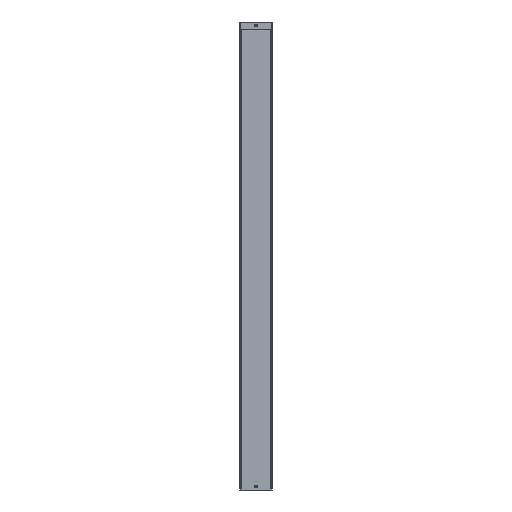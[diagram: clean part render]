
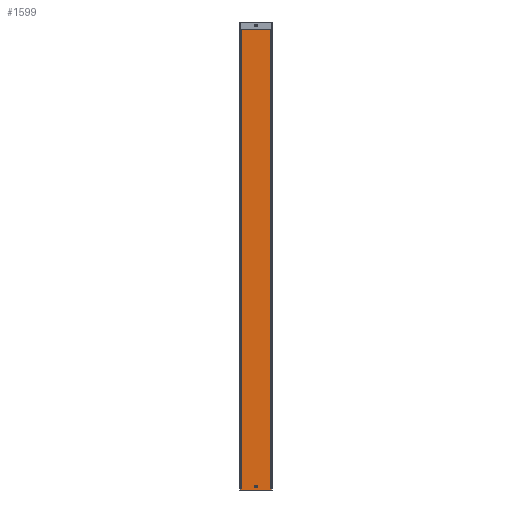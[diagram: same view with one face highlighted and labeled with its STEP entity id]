
A CAD part, front view. The second image highlights one B-rep face of the part: STEP entity #1599.
In plain terms, the highlighted planar face has unit normal (0, -1, 0).
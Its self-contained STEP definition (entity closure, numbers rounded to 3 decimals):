
#39 = EDGE_CURVE ( 'NONE', #1364, #3430, #475, .T. ) ;
#105 = ORIENTED_EDGE ( 'NONE', *, *, #2817, .F. ) ;
#124 = CARTESIAN_POINT ( 'NONE',  ( 3.096, 0., 31.099 ) ) ;
#326 = EDGE_CURVE ( 'NONE', #3672, #3814, #3872, .T. ) ;
#387 = EDGE_CURVE ( 'NONE', #1253, #3672, #1929, .T. ) ;
#396 = VERTEX_POINT ( 'NONE', #2107 ) ;
#419 = CARTESIAN_POINT ( 'NONE',  ( -101., 0., 0. ) ) ;
#475 = CIRCLE ( 'NONE', #2249, 7.098 ) ;
#533 = VECTOR ( 'NONE', #3616, 1000. ) ;
#577 = VECTOR ( 'NONE', #1512, 1000. ) ;
#585 = CARTESIAN_POINT ( 'NONE',  ( 101., 0., 3000. ) ) ;
#616 = EDGE_CURVE ( 'NONE', #3430, #1253, #2958, .T. ) ;
#647 = ORIENTED_EDGE ( 'NONE', *, *, #616, .F. ) ;
#664 = DIRECTION ( 'NONE',  ( 1., 0., 0. ) ) ;
#685 = LINE ( 'NONE', #585, #533 ) ;
#783 = LINE ( 'NONE', #3180, #2980 ) ;
#839 = ORIENTED_EDGE ( 'NONE', *, *, #387, .F. ) ;
#844 = EDGE_CURVE ( 'NONE', #1217, #1323, #1328, .T. ) ;
#1043 = EDGE_CURVE ( 'NONE', #3814, #1364, #2304, .T. ) ;
#1060 = CARTESIAN_POINT ( 'NONE',  ( 10.194, 0., 24.001 ) ) ;
#1078 = DIRECTION ( 'NONE',  ( -1., 0., 0. ) ) ;
#1217 = VERTEX_POINT ( 'NONE', #419 ) ;
#1239 = DIRECTION ( 'NONE',  ( 1., 0., 0. ) ) ;
#1253 = VERTEX_POINT ( 'NONE', #2835 ) ;
#1323 = VERTEX_POINT ( 'NONE', #2894 ) ;
#1328 = LINE ( 'NONE', #2170, #2060 ) ;
#1333 = CARTESIAN_POINT ( 'NONE',  ( -102., 0., 2948.764 ) ) ;
#1362 = EDGE_CURVE ( 'NONE', #3555, #1217, #783, .T. ) ;
#1364 = VERTEX_POINT ( 'NONE', #3189 ) ;
#1404 = FACE_OUTER_BOUND ( 'NONE', #1619, .T. ) ;
#1412 = CARTESIAN_POINT ( 'NONE',  ( -102., 0., 3000. ) ) ;
#1430 = EDGE_CURVE ( 'NONE', #396, #3555, #3328, .T. ) ;
#1431 = CARTESIAN_POINT ( 'NONE',  ( -2.904, 0., 24.001 ) ) ;
#1436 = PLANE ( 'NONE',  #2195 ) ;
#1458 = VECTOR ( 'NONE', #1078, 1000. ) ;
#1507 = ORIENTED_EDGE ( 'NONE', *, *, #1362, .T. ) ;
#1512 = DIRECTION ( 'NONE',  ( 1., 0., 0. ) ) ;
#1599 = ADVANCED_FACE ( 'NONE', ( #1404, #3792 ), #1436, .F. ) ;
#1619 = EDGE_LOOP ( 'NONE', ( #105, #2608, #1507, #2437 ) ) ;
#1661 = EDGE_LOOP ( 'NONE', ( #2404, #2063, #839, #647, #2652 ) ) ;
#1707 = DIRECTION ( 'NONE',  ( 0., 0., 1. ) ) ;
#1721 = DIRECTION ( 'NONE',  ( 0., 1., 0. ) ) ;
#1743 = CARTESIAN_POINT ( 'NONE',  ( 3.096, 0., 24.001 ) ) ;
#1759 = CARTESIAN_POINT ( 'NONE',  ( -2.904, 0., 16.903 ) ) ;
#1812 = AXIS2_PLACEMENT_3D ( 'NONE', #2537, #2521, #664 ) ;
#1929 = CIRCLE ( 'NONE', #3584, 7.098 ) ;
#2060 = VECTOR ( 'NONE', #2208, 1000. ) ;
#2063 = ORIENTED_EDGE ( 'NONE', *, *, #326, .F. ) ;
#2107 = CARTESIAN_POINT ( 'NONE',  ( 101., 0., 2948.764 ) ) ;
#2170 = CARTESIAN_POINT ( 'NONE',  ( -102., 0., 0. ) ) ;
#2195 = AXIS2_PLACEMENT_3D ( 'NONE', #1412, #1721, #1707 ) ;
#2208 = DIRECTION ( 'NONE',  ( 1., 0., 0. ) ) ;
#2249 = AXIS2_PLACEMENT_3D ( 'NONE', #1431, #2546, #2510 ) ;
#2274 = CARTESIAN_POINT ( 'NONE',  ( 0.096, 0., 16.903 ) ) ;
#2304 = LINE ( 'NONE', #3309, #3867 ) ;
#2404 = ORIENTED_EDGE ( 'NONE', *, *, #1043, .F. ) ;
#2437 = ORIENTED_EDGE ( 'NONE', *, *, #844, .T. ) ;
#2510 = DIRECTION ( 'NONE',  ( 1., 0., 0. ) ) ;
#2521 = DIRECTION ( 'NONE',  ( 0., -1., 0. ) ) ;
#2537 = CARTESIAN_POINT ( 'NONE',  ( 3.096, 0., 24.001 ) ) ;
#2546 = DIRECTION ( 'NONE',  ( 0., -1., 0. ) ) ;
#2608 = ORIENTED_EDGE ( 'NONE', *, *, #1430, .T. ) ;
#2652 = ORIENTED_EDGE ( 'NONE', *, *, #39, .F. ) ;
#2817 = EDGE_CURVE ( 'NONE', #396, #1323, #685, .T. ) ;
#2835 = CARTESIAN_POINT ( 'NONE',  ( 3.096, 0., 16.903 ) ) ;
#2894 = CARTESIAN_POINT ( 'NONE',  ( 101., 0., 0. ) ) ;
#2939 = DIRECTION ( 'NONE',  ( 0., -1., 0. ) ) ;
#2958 = LINE ( 'NONE', #2274, #577 ) ;
#2980 = VECTOR ( 'NONE', #3144, 1000. ) ;
#3144 = DIRECTION ( 'NONE',  ( 0., 0., -1. ) ) ;
#3180 = CARTESIAN_POINT ( 'NONE',  ( -101., 0., 3000. ) ) ;
#3189 = CARTESIAN_POINT ( 'NONE',  ( -2.904, 0., 31.099 ) ) ;
#3241 = CARTESIAN_POINT ( 'NONE',  ( -101., 0., 2948.764 ) ) ;
#3309 = CARTESIAN_POINT ( 'NONE',  ( 0.096, 0., 31.099 ) ) ;
#3321 = DIRECTION ( 'NONE',  ( -1., 0., 0. ) ) ;
#3328 = LINE ( 'NONE', #1333, #1458 ) ;
#3430 = VERTEX_POINT ( 'NONE', #1759 ) ;
#3555 = VERTEX_POINT ( 'NONE', #3241 ) ;
#3584 = AXIS2_PLACEMENT_3D ( 'NONE', #1743, #2939, #1239 ) ;
#3616 = DIRECTION ( 'NONE',  ( 0., 0., -1. ) ) ;
#3672 = VERTEX_POINT ( 'NONE', #1060 ) ;
#3792 = FACE_BOUND ( 'NONE', #1661, .T. ) ;
#3814 = VERTEX_POINT ( 'NONE', #124 ) ;
#3867 = VECTOR ( 'NONE', #3321, 1000. ) ;
#3872 = CIRCLE ( 'NONE', #1812, 7.098 ) ;
